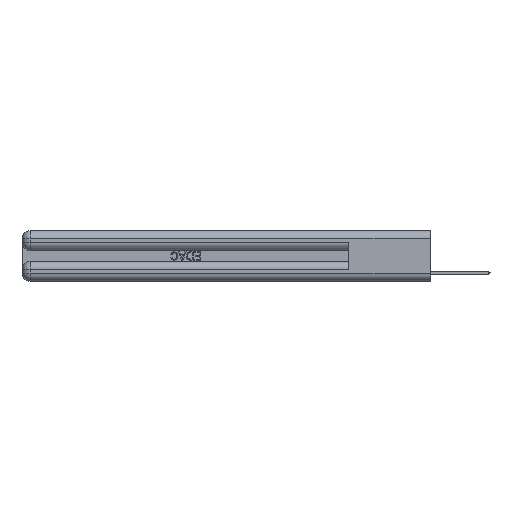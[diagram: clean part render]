
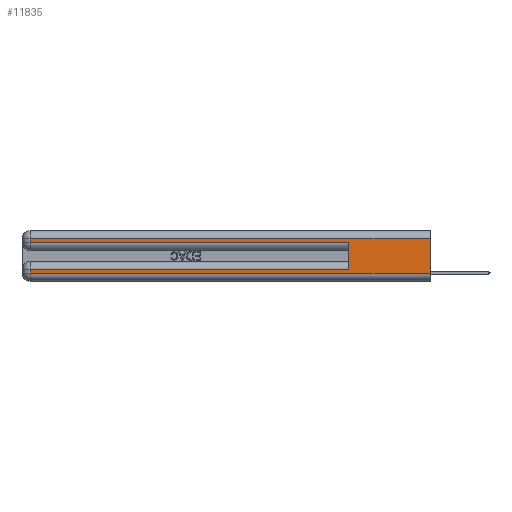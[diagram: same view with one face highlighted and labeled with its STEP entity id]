
A CAD part, left-side view. The second image highlights one B-rep face of the part: STEP entity #11835.
In plain terms, the highlighted planar face has unit normal (-1, 0, 0).
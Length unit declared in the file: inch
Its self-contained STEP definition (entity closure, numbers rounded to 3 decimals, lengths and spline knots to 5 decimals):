
#1137 = DIRECTION ( 'NONE',  ( 0., -1., 0. ) ) ;
#1968 = ORIENTED_EDGE ( 'NONE', *, *, #10886, .T. ) ;
#2028 = DIRECTION ( 'NONE',  ( 0., 0., -1. ) ) ;
#2114 = VECTOR ( 'NONE', #1137, 39.37008 ) ;
#2473 = CARTESIAN_POINT ( 'NONE',  ( 0., 0., 0.31 ) ) ;
#2681 = DIRECTION ( 'NONE',  ( 0., 1., 0. ) ) ;
#3155 = DIRECTION ( 'NONE',  ( 0., 0., -1. ) ) ;
#3685 = EDGE_CURVE ( 'NONE', #27403, #20260, #24365, .T. ) ;
#4364 = LINE ( 'NONE', #2473, #10164 ) ;
#4651 = ORIENTED_EDGE ( 'NONE', *, *, #23553, .T. ) ;
#4987 = CARTESIAN_POINT ( 'NONE',  ( 0., 0., 0.06 ) ) ;
#6687 = EDGE_CURVE ( 'NONE', #27403, #26212, #20519, .T. ) ;
#7174 = DIRECTION ( 'NONE',  ( 1., 0., 0. ) ) ;
#8404 = LINE ( 'NONE', #27729, #25687 ) ;
#8683 = CARTESIAN_POINT ( 'NONE',  ( 0., 2.94, 0.31 ) ) ;
#8713 = VERTEX_POINT ( 'NONE', #8683 ) ;
#8860 = EDGE_LOOP ( 'NONE', ( #17865, #16504, #13808, #1968, #29994, #23393, #27843, #4651 ) ) ;
#9881 = DIRECTION ( 'NONE',  ( 0., -1., 0. ) ) ;
#9993 = EDGE_CURVE ( 'NONE', #13156, #8713, #4364, .T. ) ;
#10164 = VECTOR ( 'NONE', #21026, 39.37008 ) ;
#10754 = CARTESIAN_POINT ( 'NONE',  ( 0., 0., 0.31 ) ) ;
#10806 = VECTOR ( 'NONE', #21477, 39.37008 ) ;
#10840 = CARTESIAN_POINT ( 'NONE',  ( 0., 2.94, 0.37 ) ) ;
#10886 = EDGE_CURVE ( 'NONE', #21581, #20260, #30680, .T. ) ;
#11835 = ADVANCED_FACE ( 'NONE', ( #14536 ), #30977, .F. ) ;
#12073 = DIRECTION ( 'NONE',  ( 0., 0., -1. ) ) ;
#12701 = CARTESIAN_POINT ( 'NONE',  ( 0., 2.94, 0.285 ) ) ;
#13156 = VERTEX_POINT ( 'NONE', #10754 ) ;
#13524 = VECTOR ( 'NONE', #2681, 39.37008 ) ;
#13808 = ORIENTED_EDGE ( 'NONE', *, *, #24683, .T. ) ;
#14536 = FACE_OUTER_BOUND ( 'NONE', #8860, .T. ) ;
#14926 = CARTESIAN_POINT ( 'NONE',  ( 0., 0.6, 0.285 ) ) ;
#16437 = LINE ( 'NONE', #33211, #25130 ) ;
#16504 = ORIENTED_EDGE ( 'NONE', *, *, #9993, .T. ) ;
#17316 = CARTESIAN_POINT ( 'NONE',  ( 0., 0., 0.285 ) ) ;
#17865 = ORIENTED_EDGE ( 'NONE', *, *, #22466, .F. ) ;
#18837 = CARTESIAN_POINT ( 'NONE',  ( 0., 0.6, 0.145 ) ) ;
#20260 = VERTEX_POINT ( 'NONE', #14926 ) ;
#20406 = VERTEX_POINT ( 'NONE', #20658 ) ;
#20519 = LINE ( 'NONE', #21013, #13524 ) ;
#20658 = CARTESIAN_POINT ( 'NONE',  ( 0., 2.94, 0.06 ) ) ;
#21013 = CARTESIAN_POINT ( 'NONE',  ( 0., 0., 0.085 ) ) ;
#21026 = DIRECTION ( 'NONE',  ( 0., 1., 0. ) ) ;
#21477 = DIRECTION ( 'NONE',  ( 0., 0., 1. ) ) ;
#21581 = VERTEX_POINT ( 'NONE', #12701 ) ;
#21967 = VECTOR ( 'NONE', #9881, 39.37008 ) ;
#22436 = CARTESIAN_POINT ( 'NONE',  ( 0., 0., 0.06 ) ) ;
#22466 = EDGE_CURVE ( 'NONE', #13156, #29554, #8404, .T. ) ;
#22886 = CARTESIAN_POINT ( 'NONE',  ( 0., 0., 0.37 ) ) ;
#23393 = ORIENTED_EDGE ( 'NONE', *, *, #6687, .T. ) ;
#23553 = EDGE_CURVE ( 'NONE', #20406, #29554, #31824, .T. ) ;
#24365 = LINE ( 'NONE', #18837, #10806 ) ;
#24683 = EDGE_CURVE ( 'NONE', #8713, #21581, #29708, .T. ) ;
#25130 = VECTOR ( 'NONE', #33433, 39.37008 ) ;
#25687 = VECTOR ( 'NONE', #12073, 39.37008 ) ;
#25815 = CARTESIAN_POINT ( 'NONE',  ( 0., 2.94, 0.085 ) ) ;
#26212 = VERTEX_POINT ( 'NONE', #25815 ) ;
#26820 = VECTOR ( 'NONE', #3155, 39.37008 ) ;
#27403 = VERTEX_POINT ( 'NONE', #33810 ) ;
#27729 = CARTESIAN_POINT ( 'NONE',  ( 0., 0., 0.37 ) ) ;
#27843 = ORIENTED_EDGE ( 'NONE', *, *, #29377, .T. ) ;
#27944 = AXIS2_PLACEMENT_3D ( 'NONE', #22886, #7174, #2028 ) ;
#29377 = EDGE_CURVE ( 'NONE', #26212, #20406, #16437, .T. ) ;
#29554 = VERTEX_POINT ( 'NONE', #4987 ) ;
#29708 = LINE ( 'NONE', #10840, #26820 ) ;
#29994 = ORIENTED_EDGE ( 'NONE', *, *, #3685, .F. ) ;
#30680 = LINE ( 'NONE', #17316, #21967 ) ;
#30977 = PLANE ( 'NONE',  #27944 ) ;
#31824 = LINE ( 'NONE', #22436, #2114 ) ;
#33211 = CARTESIAN_POINT ( 'NONE',  ( 0., 2.94, 0.37 ) ) ;
#33433 = DIRECTION ( 'NONE',  ( 0., 0., -1. ) ) ;
#33810 = CARTESIAN_POINT ( 'NONE',  ( 0., 0.6, 0.085 ) ) ;
